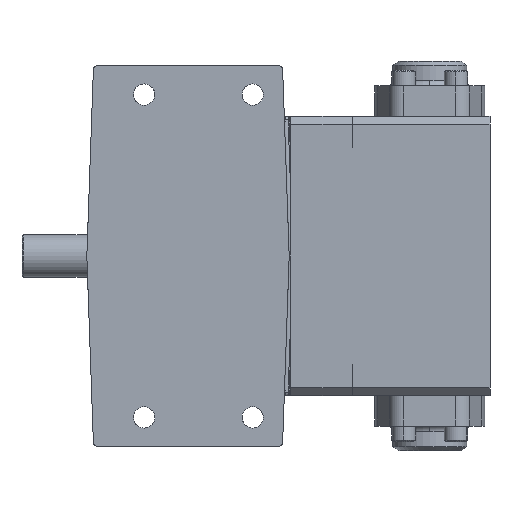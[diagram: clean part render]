
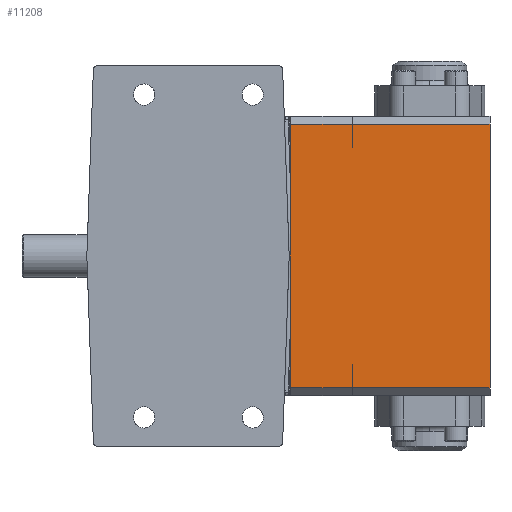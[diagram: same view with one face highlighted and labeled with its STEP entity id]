
A CAD part, front view. The second image highlights one B-rep face of the part: STEP entity #11208.
In plain terms, the highlighted planar face has unit normal (0, -1, 0).
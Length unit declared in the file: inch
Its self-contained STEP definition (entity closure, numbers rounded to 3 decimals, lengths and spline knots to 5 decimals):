
#1060 = CARTESIAN_POINT ( 'NONE',  ( 0.015, -6., 4.25 ) ) ;
#1774 = VECTOR ( 'NONE', #21770, 39.37008 ) ;
#1835 = LINE ( 'NONE', #19314, #6615 ) ;
#2410 = CARTESIAN_POINT ( 'NONE',  ( 2.0095, -6., -4.25 ) ) ;
#3815 = CARTESIAN_POINT ( 'NONE',  ( 2.0095, -6., 4.54 ) ) ;
#4371 = ORIENTED_EDGE ( 'NONE', *, *, #13935, .F. ) ;
#6615 = VECTOR ( 'NONE', #35949, 39.37008 ) ;
#6700 = ORIENTED_EDGE ( 'NONE', *, *, #84037, .F. ) ;
#7771 = EDGE_CURVE ( 'Defeatured_0_1087+Defeatured_0_842+Defeatured_0_1086+Defeatured_0_1082', #15351, #96205, #1835, .T. ) ;
#7854 = VERTEX_POINT ( 'NONE', #12914 ) ;
#8341 = PLANE ( 'NONE',  #51208 ) ;
#8641 = CARTESIAN_POINT ( 'NONE',  ( 6.4345, -6., -4.25 ) ) ;
#8919 = ORIENTED_EDGE ( 'NONE', *, *, #84795, .F. ) ;
#9621 = CARTESIAN_POINT ( 'NONE',  ( 0.015, -6., 3.47948 ) ) ;
#9729 = CARTESIAN_POINT ( 'NONE',  ( 2.09, -6., 4.54 ) ) ;
#9870 = DIRECTION ( 'NONE',  ( 0., 0., -1. ) ) ;
#10673 = CARTESIAN_POINT ( 'NONE',  ( 0., -6., -3.47948 ) ) ;
#10989 = LINE ( 'NONE', #62871, #37585 ) ;
#11151 = ORIENTED_EDGE ( 'NONE', *, *, #25889, .T. ) ;
#11208 = ADVANCED_FACE ( 'Defeatured_0_842', ( #23865 ), #8341, .F. ) ;
#11280 = DIRECTION ( 'NONE',  ( 0., 0., 1. ) ) ;
#11682 = LINE ( 'NONE', #62355, #97344 ) ;
#12102 = VECTOR ( 'NONE', #11280, 39.37008 ) ;
#12772 = ORIENTED_EDGE ( 'NONE', *, *, #84325, .F. ) ;
#12914 = CARTESIAN_POINT ( 'NONE',  ( 2.0095, -6., 3.47948 ) ) ;
#13192 = CARTESIAN_POINT ( 'NONE',  ( 1.9965, -6., -3.47948 ) ) ;
#13739 = CARTESIAN_POINT ( 'NONE',  ( 2.0095, -6., 4.25 ) ) ;
#13935 = EDGE_CURVE ( 'Defeatured_0_841+Defeatured_0_842+Defeatured_0_1084+Defeatured_0_784', #54700, #91057, #19494, .T. ) ;
#15351 = VERTEX_POINT ( 'NONE', #43659 ) ;
#16166 = EDGE_CURVE ( 'Defeatured_0_959+Defeatured_0_842+Defeatured_0_958+Defeatured_0_960', #29161, #78987, #10989, .T. ) ;
#17767 = VERTEX_POINT ( 'NONE', #50144 ) ;
#19314 = CARTESIAN_POINT ( 'NONE',  ( 2.0095, -6., -3.47948 ) ) ;
#19494 = LINE ( 'NONE', #64726, #78582 ) ;
#19662 = VECTOR ( 'NONE', #77329, 39.37008 ) ;
#20350 = VERTEX_POINT ( 'NONE', #13739 ) ;
#20844 = VECTOR ( 'NONE', #73886, 39.37008 ) ;
#21359 = EDGE_CURVE ( 'Defeatured_0_1086+Defeatured_0_842+Defeatured_0_1085+Defeatured_0_1087', #26016, #15351, #70021, .T. ) ;
#21770 = DIRECTION ( 'NONE',  ( 0., 0., 1. ) ) ;
#22826 = LINE ( 'NONE', #73341, #55459 ) ;
#23865 = FACE_OUTER_BOUND ( 'NONE', #30457, .T. ) ;
#24482 = EDGE_CURVE ( 'Defeatured_0_961+Defeatured_0_842+Defeatured_0_960+Defeatured_0_962', #7854, #20350, #82598, .T. ) ;
#25785 = CARTESIAN_POINT ( 'NONE',  ( 0., -6., -4.54 ) ) ;
#25889 = EDGE_CURVE ( 'Defeatured_0_842+Defeatured_0_1085+Defeatured_0_1086+Defeatured_0_963', #26016, #82032, #95427, .T. ) ;
#26016 = VERTEX_POINT ( 'NONE', #2410 ) ;
#26159 = ORIENTED_EDGE ( 'NONE', *, *, #86827, .T. ) ;
#26340 = VECTOR ( 'NONE', #53540, 39.37008 ) ;
#27591 = CARTESIAN_POINT ( 'NONE',  ( 1.9965, -6., -4.25 ) ) ;
#28086 = CARTESIAN_POINT ( 'NONE',  ( 0.015, -6., 4.54 ) ) ;
#28304 = CARTESIAN_POINT ( 'NONE',  ( 1.9965, -6., 3.47948 ) ) ;
#28442 = VECTOR ( 'NONE', #74933, 39.37008 ) ;
#29161 = VERTEX_POINT ( 'NONE', #66266 ) ;
#30457 = EDGE_LOOP ( 'NONE', ( #42857, #26159, #6700, #79981, #60260, #4371, #12772, #66742, #68093, #69700, #86608, #11151, #8919, #69203, #40959, #72881 ) ) ;
#31196 = VERTEX_POINT ( 'NONE', #1060 ) ;
#31479 = CARTESIAN_POINT ( 'NONE',  ( 6.4895, -6., -4.25 ) ) ;
#31817 = EDGE_CURVE ( 'Defeatured_0_842+Defeatured_0_1083+Defeatured_0_1084+Defeatured_0_1082', #17767, #99322, #36928, .T. ) ;
#34268 = VECTOR ( 'NONE', #79692, 39.37008 ) ;
#35949 = DIRECTION ( 'NONE',  ( -1., 0., 0. ) ) ;
#36928 = LINE ( 'NONE', #51746, #28442 ) ;
#37585 = VECTOR ( 'NONE', #9870, 39.37008 ) ;
#37870 = LINE ( 'NONE', #75984, #19662 ) ;
#37943 = DIRECTION ( 'NONE',  ( 1., 0., 0. ) ) ;
#40615 = VECTOR ( 'NONE', #57723, 39.37008 ) ;
#40959 = ORIENTED_EDGE ( 'NONE', *, *, #24482, .F. ) ;
#42756 = VERTEX_POINT ( 'NONE', #49086 ) ;
#42857 = ORIENTED_EDGE ( 'NONE', *, *, #16166, .F. ) ;
#43659 = CARTESIAN_POINT ( 'NONE',  ( 2.0095, -6., -3.47948 ) ) ;
#43680 = VECTOR ( 'NONE', #84204, 39.37008 ) ;
#43821 = DIRECTION ( 'NONE',  ( 0., 0., -1. ) ) ;
#45118 = CARTESIAN_POINT ( 'NONE',  ( 2.0095, -6., 4.54 ) ) ;
#45709 = CARTESIAN_POINT ( 'NONE',  ( 6.4345, -6., -4.25 ) ) ;
#46611 = VECTOR ( 'NONE', #43821, 39.37008 ) ;
#49086 = CARTESIAN_POINT ( 'NONE',  ( 6.4345, -6., 4.25 ) ) ;
#50144 = CARTESIAN_POINT ( 'NONE',  ( 0.015, -6., -4.25 ) ) ;
#51208 = AXIS2_PLACEMENT_3D ( 'NONE', #9729, #79831, #56660 ) ;
#51746 = CARTESIAN_POINT ( 'NONE',  ( 2.09, -6., -4.25 ) ) ;
#53540 = DIRECTION ( 'NONE',  ( 1., 0., 0. ) ) ;
#54700 = VERTEX_POINT ( 'NONE', #90941 ) ;
#55459 = VECTOR ( 'NONE', #73654, 39.37008 ) ;
#56660 = DIRECTION ( 'NONE',  ( 0., 0., 1. ) ) ;
#57027 = CARTESIAN_POINT ( 'NONE',  ( 1.9945, -6., 4.25 ) ) ;
#57055 = LINE ( 'NONE', #28086, #20844 ) ;
#57723 = DIRECTION ( 'NONE',  ( -1., 0., 0. ) ) ;
#58863 = LINE ( 'NONE', #83487, #26340 ) ;
#60260 = ORIENTED_EDGE ( 'NONE', *, *, #94649, .T. ) ;
#62355 = CARTESIAN_POINT ( 'NONE',  ( 2.09, -6., 4.25 ) ) ;
#62743 = EDGE_CURVE ( 'Defeatured_0_843+Defeatured_0_842+Defeatured_0_784+Defeatured_0_957', #89464, #91040, #22826, .T. ) ;
#62871 = CARTESIAN_POINT ( 'NONE',  ( 1.9965, -6., -4.25 ) ) ;
#63536 = LINE ( 'NONE', #27591, #46611 ) ;
#64125 = LINE ( 'NONE', #8641, #43680 ) ;
#64726 = CARTESIAN_POINT ( 'NONE',  ( 0.015, -6., -3.47948 ) ) ;
#66266 = CARTESIAN_POINT ( 'NONE',  ( 1.9965, -6., 4.25 ) ) ;
#66426 = EDGE_CURVE ( 'Defeatured_0_842+Defeatured_0_962+Defeatured_0_963+Defeatured_0_961', #42756, #20350, #77820, .T. ) ;
#66742 = ORIENTED_EDGE ( 'NONE', *, *, #31817, .T. ) ;
#68093 = ORIENTED_EDGE ( 'NONE', *, *, #72816, .F. ) ;
#69203 = ORIENTED_EDGE ( 'NONE', *, *, #66426, .T. ) ;
#69700 = ORIENTED_EDGE ( 'NONE', *, *, #7771, .F. ) ;
#69991 = VECTOR ( 'NONE', #37943, 39.37008 ) ;
#70021 = LINE ( 'NONE', #3815, #12102 ) ;
#72816 = EDGE_CURVE ( 'Defeatured_0_1082+Defeatured_0_842+Defeatured_0_1087+Defeatured_0_1083', #96205, #99322, #63536, .T. ) ;
#72881 = ORIENTED_EDGE ( 'NONE', *, *, #92847, .F. ) ;
#73341 = CARTESIAN_POINT ( 'NONE',  ( 0.015, -6., 3.47948 ) ) ;
#73654 = DIRECTION ( 'NONE',  ( 1., 0., 0. ) ) ;
#73886 = DIRECTION ( 'NONE',  ( 0., 0., 1. ) ) ;
#74933 = DIRECTION ( 'NONE',  ( 1., 0., 0. ) ) ;
#75984 = CARTESIAN_POINT ( 'NONE',  ( 0.015, -6., 4.54 ) ) ;
#77133 = CARTESIAN_POINT ( 'NONE',  ( 0., -6., 3.47948 ) ) ;
#77329 = DIRECTION ( 'NONE',  ( 0., 0., 1. ) ) ;
#77820 = LINE ( 'NONE', #57027, #40615 ) ;
#78582 = VECTOR ( 'NONE', #96752, 39.37008 ) ;
#78987 = VERTEX_POINT ( 'NONE', #28304 ) ;
#79692 = DIRECTION ( 'NONE',  ( 0., 0., -1. ) ) ;
#79831 = DIRECTION ( 'NONE',  ( 0., 1., 0. ) ) ;
#79981 = ORIENTED_EDGE ( 'NONE', *, *, #62743, .F. ) ;
#82032 = VERTEX_POINT ( 'NONE', #45709 ) ;
#82598 = LINE ( 'NONE', #45118, #1774 ) ;
#83487 = CARTESIAN_POINT ( 'NONE',  ( 2.0095, -6., 3.47948 ) ) ;
#84037 = EDGE_CURVE ( 'Defeatured_0_957+Defeatured_0_842+Defeatured_0_843+Defeatured_0_958', #91040, #31196, #37870, .T. ) ;
#84204 = DIRECTION ( 'NONE',  ( 0., 0., -1. ) ) ;
#84325 = EDGE_CURVE ( 'Defeatured_0_1084+Defeatured_0_842+Defeatured_0_1083+Defeatured_0_841', #17767, #54700, #57055, .T. ) ;
#84795 = EDGE_CURVE ( 'Defeatured_0_963+Defeatured_0_842+Defeatured_0_962+Defeatured_0_1085', #42756, #82032, #64125, .T. ) ;
#85180 = DIRECTION ( 'NONE',  ( -1., 0., 0. ) ) ;
#86608 = ORIENTED_EDGE ( 'NONE', *, *, #21359, .F. ) ;
#86827 = EDGE_CURVE ( 'Defeatured_0_842+Defeatured_0_958+Defeatured_0_959+Defeatured_0_957', #29161, #31196, #11682, .T. ) ;
#87277 = LINE ( 'NONE', #25785, #34268 ) ;
#89237 = CARTESIAN_POINT ( 'NONE',  ( 1.9965, -6., -4.25 ) ) ;
#89464 = VERTEX_POINT ( 'NONE', #77133 ) ;
#90941 = CARTESIAN_POINT ( 'NONE',  ( 0.015, -6., -3.47948 ) ) ;
#91040 = VERTEX_POINT ( 'NONE', #9621 ) ;
#91057 = VERTEX_POINT ( 'NONE', #10673 ) ;
#92847 = EDGE_CURVE ( 'Defeatured_0_960+Defeatured_0_842+Defeatured_0_959+Defeatured_0_961', #78987, #7854, #58863, .T. ) ;
#94649 = EDGE_CURVE ( 'Defeatured_0_842+Defeatured_0_784+Defeatured_0_843+Defeatured_0_841', #89464, #91057, #87277, .T. ) ;
#95427 = LINE ( 'NONE', #31479, #69991 ) ;
#96205 = VERTEX_POINT ( 'NONE', #13192 ) ;
#96752 = DIRECTION ( 'NONE',  ( -1., 0., 0. ) ) ;
#97344 = VECTOR ( 'NONE', #85180, 39.37008 ) ;
#99322 = VERTEX_POINT ( 'NONE', #89237 ) ;
